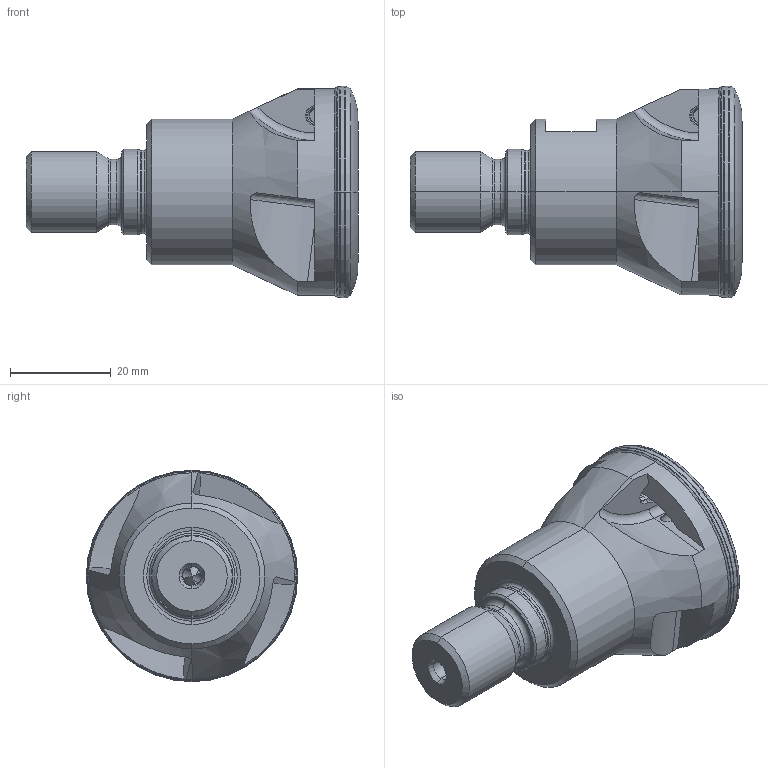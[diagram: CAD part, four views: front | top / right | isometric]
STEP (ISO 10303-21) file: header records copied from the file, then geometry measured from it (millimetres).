
FILE_DESCRIPTION (( 'STEP AP214' ), '1' );
FILE_NAME ('ESF-42-M16-540-4.STEP', '2011-11-22T10:02:27', ( '' ), ( '' ), 'SwSTEP 2.0', 'SolidWorks 2010', '' );
FILE_SCHEMA (( 'AUTOMOTIVE_DESIGN' ));
Length unit declared in the file: millimetre
Products named in the file (1): ESF-42-M16-540-4
Bounding box: 65.99 x 42 x 42 mm (x, y, z)
Volume: 38190.7 mm3; surface area: 9950 mm2
Topology: 1 solids, 1 shells, 163 faces, 423 edges, 259 vertices
Faces by surface type: cylinder 42, plane 40, cone 39, torus 34, bspline 8
Entity records: 5451 total; most frequent: CARTESIAN_POINT 1590, ORIENTED_EDGE 846, DIRECTION 765, EDGE_CURVE 423, AXIS2_PLACEMENT_3D 322, VERTEX_POINT 259, EDGE_LOOP 168, CIRCLE 166
